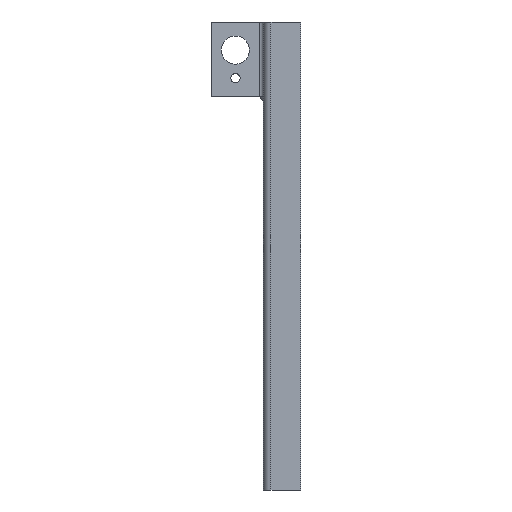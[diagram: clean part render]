
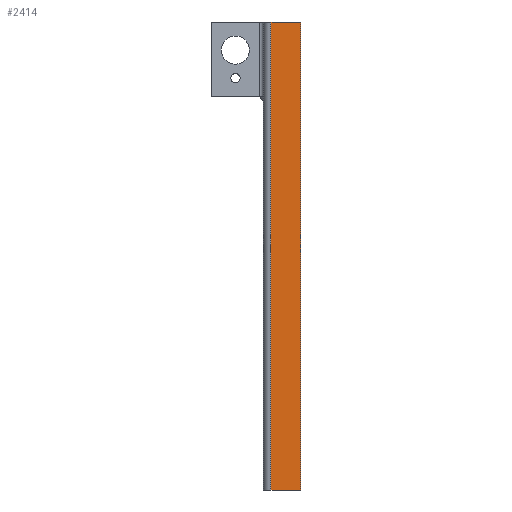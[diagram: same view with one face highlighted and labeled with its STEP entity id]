
A CAD part, front view. The second image highlights one B-rep face of the part: STEP entity #2414.
In plain terms, the highlighted planar face has unit normal (0, -1, 0).
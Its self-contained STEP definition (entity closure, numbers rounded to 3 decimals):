
#2232=CARTESIAN_POINT('POINT81',(0.807,0.,0.));
#2233=VERTEX_POINT('VERTEX81',#2232);
#2259=CARTESIAN_POINT('POINT82',(0.807,0.,-50.419));
#2260=VERTEX_POINT('VERTEX82',#2259);
#2321=CARTESIAN_POINT('POINT83',(4.034,0.,0.));
#2322=VERTEX_POINT('VERTEX83',#2321);
#2331=CARTESIAN_POINT('POS161',(1.613,0.,0.));
#2332=DIRECTION('DIR238',(1.,0.,0.));
#2333=VECTOR('VEC84',#2332,1.);
#2334=LINE('STRAIGHT84',#2331,#2333);
#2335=EDGE_CURVE('EDGE134',#2233,#2322,#2334,.T.);
#2345=CARTESIAN_POINT('POINT84',(4.034,0.,-50.419));
#2346=VERTEX_POINT('VERTEX84',#2345);
#2355=CARTESIAN_POINT('POS164',(4.034,0.,-12.605));
#2356=DIRECTION('DIR242',(0.,0.,-1.));
#2357=VECTOR('VEC86',#2356,1.);
#2358=LINE('STRAIGHT86',#2355,#2357);
#2359=EDGE_CURVE('EDGE136',#2322,#2346,#2358,.T.);
#2372=CARTESIAN_POINT('POS166',(1.613,0.,-50.419));
#2373=DIRECTION('DIR245',(1.,0.,0.));
#2374=VECTOR('VEC87',#2373,1.);
#2375=LINE('STRAIGHT87',#2372,#2374);
#2376=EDGE_CURVE('EDGE137',#2260,#2346,#2375,.T.);
#2388=CARTESIAN_POINT('POS168',(0.807,0.,0.));
#2389=DIRECTION('DIR248',(0.,0.,1.));
#2390=VECTOR('VEC88',#2389,1.);
#2391=LINE('STRAIGHT88',#2388,#2390);
#2392=EDGE_CURVE('EDGE138',#2233,#2260,#2391,.F.);
#2403=ORIENTED_EDGE('COEDGE273',*,*,#2392,.T.);
#2404=ORIENTED_EDGE('COEDGE274',*,*,#2376,.T.);
#2405=ORIENTED_EDGE('COEDGE275',*,*,#2359,.F.);
#2406=ORIENTED_EDGE('COEDGE276',*,*,#2335,.F.);
#2407=EDGE_LOOP('NONE',(#2403,#2404,#2405,#2406));
#2408=FACE_BOUND('LOOP1',#2407,.T.);
#2409=CARTESIAN_POINT('POS170',(0.807,0.,0.));
#2410=DIRECTION('DIR251',(0.,-1.,0.));
#2411=DIRECTION('DIR252',(1.,0.,0.));
#2412=AXIS2_PLACEMENT_3D('AXIS82',#2409,#2410,#2411);
#2413=PLANE('PLANE34',#2412);
#2414=ADVANCED_FACE('FACE56',(#2408),#2413,.T.);
